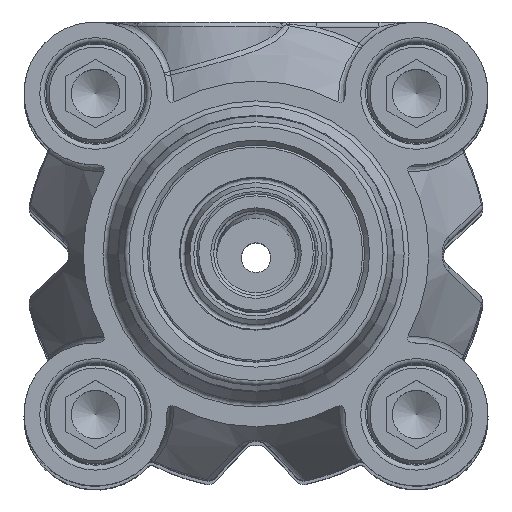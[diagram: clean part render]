
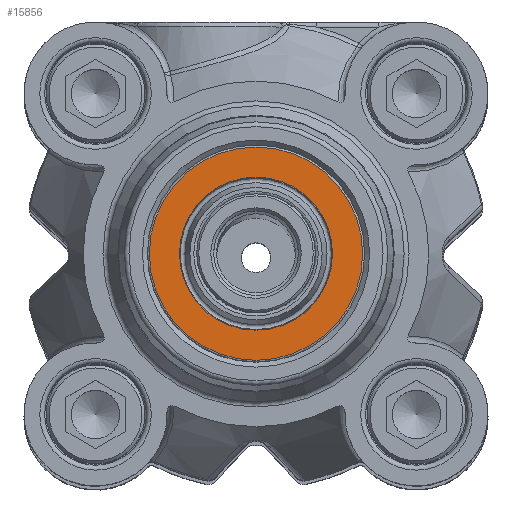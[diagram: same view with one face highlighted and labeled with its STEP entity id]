
A CAD part, top view. The second image highlights one B-rep face of the part: STEP entity #15856.
In plain terms, the highlighted planar face has unit normal (0, 0, 1).
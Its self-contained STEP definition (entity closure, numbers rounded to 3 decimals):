
#809=FACE_BOUND('',#2397,.T.);
#988=PLANE('',#17348);
#1467=FACE_OUTER_BOUND('',#2396,.T.);
#2396=EDGE_LOOP('',(#11386,#11387));
#2397=EDGE_LOOP('',(#11388,#11389));
#5569=CIRCLE('',#17311,10.8);
#5570=CIRCLE('',#17312,10.8);
#5577=CIRCLE('',#17320,7.75);
#5578=CIRCLE('',#17321,7.75);
#6632=VERTEX_POINT('',#24333);
#6633=VERTEX_POINT('',#24334);
#6639=VERTEX_POINT('',#24349);
#6640=VERTEX_POINT('',#24351);
#8371=EDGE_CURVE('',#6632,#6633,#5569,.T.);
#8372=EDGE_CURVE('',#6633,#6632,#5570,.T.);
#8380=EDGE_CURVE('',#6639,#6640,#5577,.T.);
#8381=EDGE_CURVE('',#6640,#6639,#5578,.T.);
#11386=ORIENTED_EDGE('',*,*,#8371,.T.);
#11387=ORIENTED_EDGE('',*,*,#8372,.T.);
#11388=ORIENTED_EDGE('',*,*,#8381,.F.);
#11389=ORIENTED_EDGE('',*,*,#8380,.F.);
#15856=ADVANCED_FACE('',(#1467,#809),#988,.F.);
#17311=AXIS2_PLACEMENT_3D('',#24335,#19940,#19941);
#17312=AXIS2_PLACEMENT_3D('',#24336,#19942,#19943);
#17320=AXIS2_PLACEMENT_3D('',#24352,#19959,#19960);
#17321=AXIS2_PLACEMENT_3D('',#24353,#19961,#19962);
#17348=AXIS2_PLACEMENT_3D('',#24402,#20021,#20022);
#19940=DIRECTION('center_axis',(0.,0.,
1.));
#19941=DIRECTION('ref_axis',(0.,1.,0.));
#19942=DIRECTION('center_axis',(0.,0.,
1.));
#19943=DIRECTION('ref_axis',(0.,1.,0.));
#19959=DIRECTION('center_axis',(0.,0.,
1.));
#19960=DIRECTION('ref_axis',(0.,1.,0.));
#19961=DIRECTION('center_axis',(0.,0.,
1.));
#19962=DIRECTION('ref_axis',(0.,1.,0.));
#20021=DIRECTION('center_axis',(0.,0.,
-1.));
#20022=DIRECTION('ref_axis',(0.,-1.,0.));
#24333=CARTESIAN_POINT('',(0.,10.8,49.8));
#24334=CARTESIAN_POINT('',(0.,-10.8,49.8));
#24335=CARTESIAN_POINT('Origin',(0.,0.,
49.8));
#24336=CARTESIAN_POINT('Origin',(0.,0.,
49.8));
#24349=CARTESIAN_POINT('',(0.,-7.75,49.8));
#24351=CARTESIAN_POINT('',(0.,7.75,49.8));
#24352=CARTESIAN_POINT('Origin',(0.,0.,
49.8));
#24353=CARTESIAN_POINT('Origin',(0.,0.,
49.8));
#24402=CARTESIAN_POINT('Origin',(-10.8,0.,49.8));
